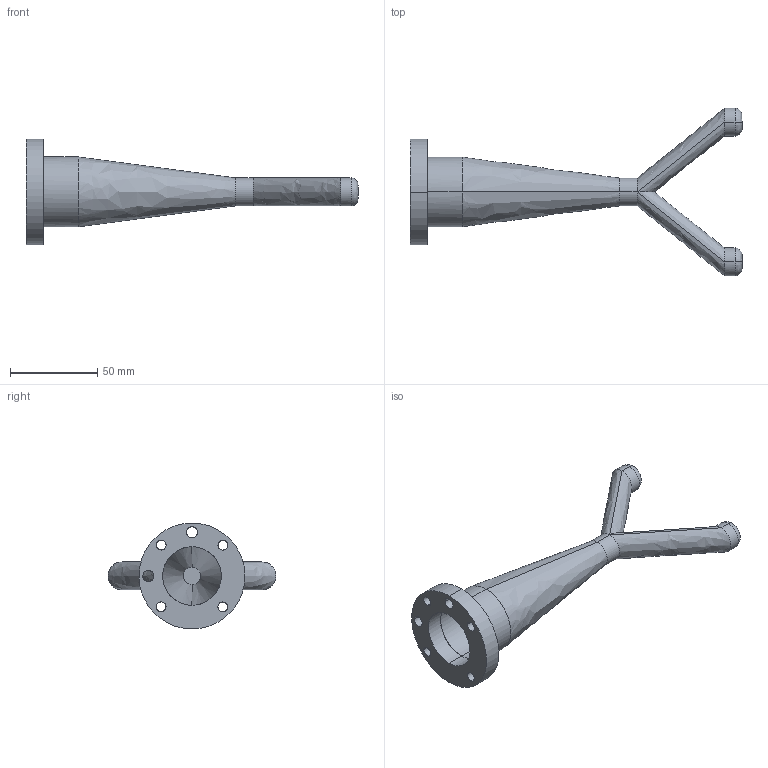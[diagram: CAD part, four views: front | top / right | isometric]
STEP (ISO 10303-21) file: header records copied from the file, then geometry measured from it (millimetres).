
FILE_DESCRIPTION(/* description */ (''),/* implementation_level */ '2;1');
FILE_NAME(/* name */ 'soundstylus',/* time_stamp */ '2023-11-29T13:19:47+03:00',/* author */ (''),/* organization */ (''),/* preprocessor_version */ 'ST-DEVELOPER v16.5',/* originating_system */ 'Rhino 7.34',/* authorisation */ '');
FILE_SCHEMA (('CONFIG_CONTROL_DESIGN'));
Length unit declared in the file: millimetre
Products named in the file (1): Document
Bounding box: 189.95 x 96 x 60.58 mm (x, y, z)
Volume: 71679.7 mm3; surface area: 33496 mm2
Topology: 1 solids, 1 shells, 44 faces, 97 edges, 58 vertices
Faces by surface type: cylinder 26, bspline 12, plane 6
Entity records: 1338 total; most frequent: CARTESIAN_POINT 607, ORIENTED_EDGE 194, EDGE_CURVE 97, EDGE_LOOP 59, VERTEX_POINT 58, ADVANCED_FACE 44, FACE_OUTER_BOUND 44, DIRECTION 36
